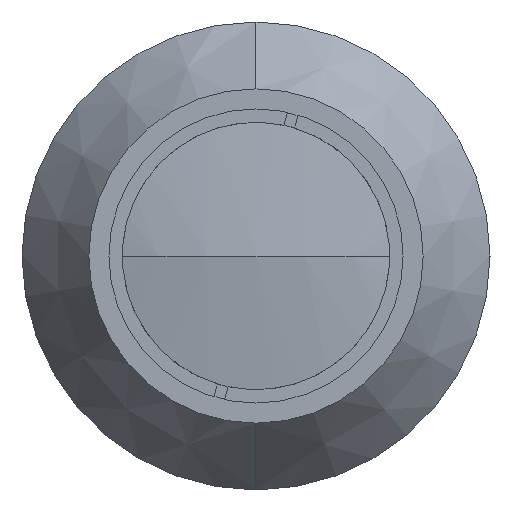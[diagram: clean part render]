
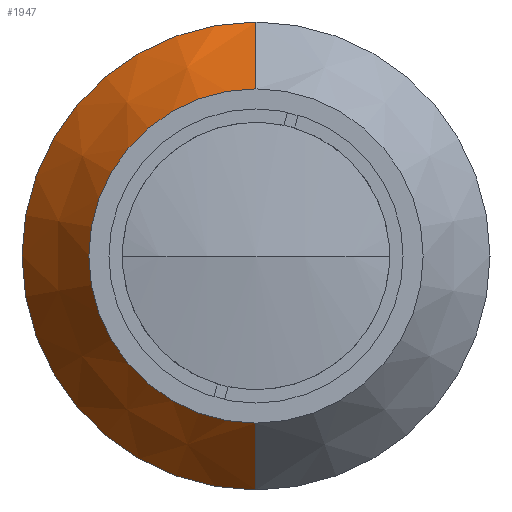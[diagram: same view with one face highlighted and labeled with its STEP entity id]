
A CAD part, left-side view. The second image highlights one B-rep face of the part: STEP entity #1947.
In plain terms, the highlighted conical face has half-angle 35 degrees and reference radius 21 mm.
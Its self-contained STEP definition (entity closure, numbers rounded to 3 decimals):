
#516 = DIRECTION ( 'NONE',  ( 0., 0., 1. ) ) ;
#522 = LINE ( 'NONE', #1612, #2294 ) ;
#623 = CARTESIAN_POINT ( 'NONE',  ( 23.569, 0., 0. ) ) ;
#731 = VERTEX_POINT ( 'NONE', #3395 ) ;
#853 = DIRECTION ( 'NONE',  ( 1., 0., 0. ) ) ;
#1025 = EDGE_LOOP ( 'NONE', ( #3959, #3981, #2283, #2724 ) ) ;
#1175 = DIRECTION ( 'NONE',  ( 0.819, 0., 0.574 ) ) ;
#1343 = DIRECTION ( 'NONE',  ( 0., 0., 1. ) ) ;
#1564 = EDGE_CURVE ( 'NONE', #1601, #4291, #522, .T. ) ;
#1601 = VERTEX_POINT ( 'NONE', #3443 ) ;
#1612 = CARTESIAN_POINT ( 'NONE',  ( 23.569, 0., -21. ) ) ;
#1695 = DIRECTION ( 'NONE',  ( -1., 0., 0. ) ) ;
#1726 = CONICAL_SURFACE ( 'NONE', #2019, 21., 0.611 ) ;
#1947 = ADVANCED_FACE ( 'NONE', ( #4133 ), #1726, .T. ) ;
#2013 = CARTESIAN_POINT ( 'NONE',  ( 23.569, 0., -21. ) ) ;
#2019 = AXIS2_PLACEMENT_3D ( 'NONE', #623, #853, #2667 ) ;
#2107 = CIRCLE ( 'NONE', #4064, 15. ) ;
#2134 = CARTESIAN_POINT ( 'NONE',  ( 15., 0., 0. ) ) ;
#2212 = CARTESIAN_POINT ( 'NONE',  ( 23.569, 0., 21. ) ) ;
#2256 = VECTOR ( 'NONE', #1175, 1000. ) ;
#2283 = ORIENTED_EDGE ( 'NONE', *, *, #3002, .T. ) ;
#2294 = VECTOR ( 'NONE', #3046, 1000. ) ;
#2358 = DIRECTION ( 'NONE',  ( -1., 0., 0. ) ) ;
#2507 = EDGE_CURVE ( 'NONE', #3265, #731, #2590, .T. ) ;
#2590 = LINE ( 'NONE', #2212, #2256 ) ;
#2667 = DIRECTION ( 'NONE',  ( 0., 0., -1. ) ) ;
#2724 = ORIENTED_EDGE ( 'NONE', *, *, #1564, .F. ) ;
#3002 = EDGE_CURVE ( 'NONE', #731, #4291, #3078, .T. ) ;
#3046 = DIRECTION ( 'NONE',  ( 0.819, 0., -0.574 ) ) ;
#3078 = CIRCLE ( 'NONE', #4425, 21. ) ;
#3175 = EDGE_CURVE ( 'NONE', #3265, #1601, #2107, .T. ) ;
#3265 = VERTEX_POINT ( 'NONE', #3292 ) ;
#3292 = CARTESIAN_POINT ( 'NONE',  ( 15., 0., 15. ) ) ;
#3395 = CARTESIAN_POINT ( 'NONE',  ( 23.569, 0., 21. ) ) ;
#3439 = CARTESIAN_POINT ( 'NONE',  ( 23.569, 0., 0. ) ) ;
#3443 = CARTESIAN_POINT ( 'NONE',  ( 15., 0., -15. ) ) ;
#3959 = ORIENTED_EDGE ( 'NONE', *, *, #3175, .F. ) ;
#3981 = ORIENTED_EDGE ( 'NONE', *, *, #2507, .T. ) ;
#4064 = AXIS2_PLACEMENT_3D ( 'NONE', #2134, #1695, #1343 ) ;
#4133 = FACE_OUTER_BOUND ( 'NONE', #1025, .T. ) ;
#4291 = VERTEX_POINT ( 'NONE', #2013 ) ;
#4425 = AXIS2_PLACEMENT_3D ( 'NONE', #3439, #2358, #516 ) ;
